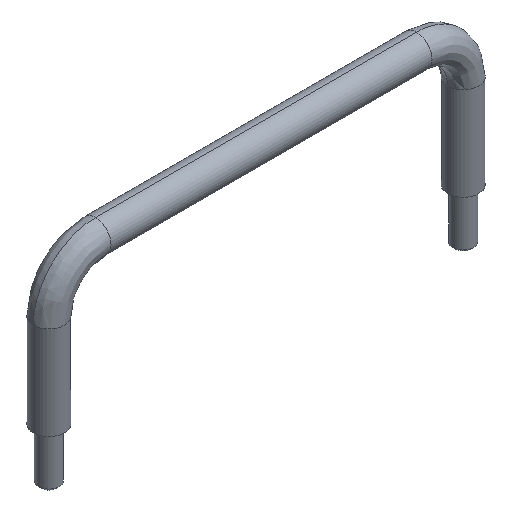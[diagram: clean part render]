
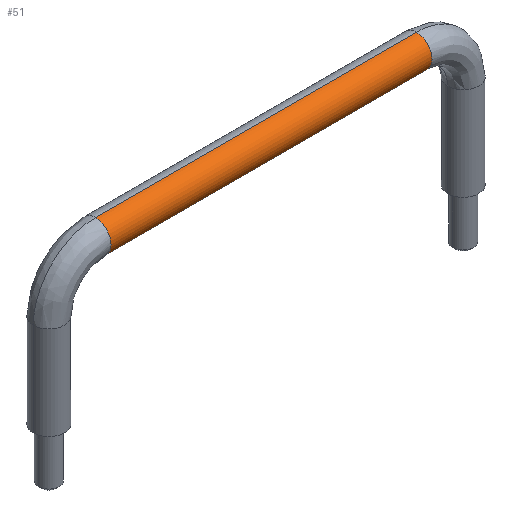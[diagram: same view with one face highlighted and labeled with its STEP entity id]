
A CAD part, isometric view. The second image highlights one B-rep face of the part: STEP entity #51.
In plain terms, the highlighted cylindrical face has radius 3 mm (diameter 6 mm), a partial arc.
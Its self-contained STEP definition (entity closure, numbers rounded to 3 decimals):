
#51=ADVANCED_FACE('',(#175),#174,.T.);
#174=CYLINDRICAL_SURFACE('',#524,3.);
#175=FACE_OUTER_BOUND('',#525,.T.);
#521=CARTESIAN_POINT('',(0.,0.,3.));
#522=DIRECTION('',(-1.,0.,0.));
#523=DIRECTION('',(0.,0.,1.));
#524=AXIS2_PLACEMENT_3D('',#521,#522,#523);
#525=EDGE_LOOP('',(#640,#641,#642,#643));
#640=ORIENTED_EDGE('',*,*,#698,.F.);
#641=ORIENTED_EDGE('',*,*,#710,.T.);
#642=ORIENTED_EDGE('',*,*,#686,.T.);
#643=ORIENTED_EDGE('',*,*,#711,.F.);
#686=EDGE_CURVE('',#741,#734,#742,.T.);
#698=EDGE_CURVE('',#769,#762,#824,.T.);
#710=EDGE_CURVE('',#769,#741,#902,.T.);
#711=EDGE_CURVE('',#762,#734,#908,.T.);
#734=VERTEX_POINT('',#1008);
#741=VERTEX_POINT('',#1013);
#742=CIRCLE('',#1017,3.);
#762=VERTEX_POINT('',#1029);
#769=VERTEX_POINT('',#1034);
#824=CIRCLE('',#1077,3.);
#902=(BOUNDED_CURVE() B_SPLINE_CURVE(1,(#1124,#1125),.UNSPECIFIED.,.F.,.F.) B_SPLINE_CURVE_WITH_KNOTS((2,2),(0.083,0.917),.UNSPECIFIED.) CURVE() GEOMETRIC_REPRESENTATION_ITEM() RATIONAL_B_SPLINE_CURVE((1.,1.)) REPRESENTATION_ITEM('') );
#908=(BOUNDED_CURVE() B_SPLINE_CURVE(1,(#1126,#1127),.UNSPECIFIED.,.F.,.F.) B_SPLINE_CURVE_WITH_KNOTS((2,2),(0.083,0.917),.UNSPECIFIED.) CURVE() GEOMETRIC_REPRESENTATION_ITEM() RATIONAL_B_SPLINE_CURVE((0.75,0.75)) REPRESENTATION_ITEM('') );
#1008=CARTESIAN_POINT('',(-31.,0.,0.));
#1013=CARTESIAN_POINT('',(-31.,0.,6.));
#1014=CARTESIAN_POINT('',(-31.,0.,3.));
#1015=DIRECTION('',(1.,0.,0.));
#1016=DIRECTION('',(0.,0.,-1.));
#1017=AXIS2_PLACEMENT_3D('',#1014,#1015,#1016);
#1029=CARTESIAN_POINT('',(31.,0.,0.));
#1034=CARTESIAN_POINT('',(31.,0.,6.));
#1074=CARTESIAN_POINT('',(31.,0.,3.));
#1075=DIRECTION('',(1.,0.,0.));
#1076=DIRECTION('',(0.,0.,-1.));
#1077=AXIS2_PLACEMENT_3D('',#1074,#1075,#1076);
#1124=CARTESIAN_POINT('',(31.,0.,6.));
#1125=CARTESIAN_POINT('',(-31.,0.,6.));
#1126=CARTESIAN_POINT('',(31.,0.,0.));
#1127=CARTESIAN_POINT('',(-31.,0.,0.));
